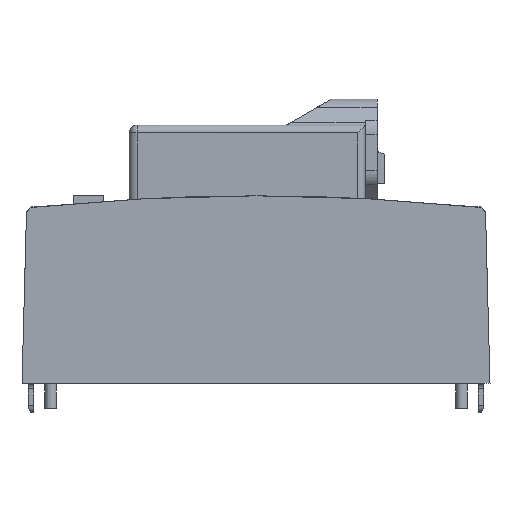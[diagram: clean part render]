
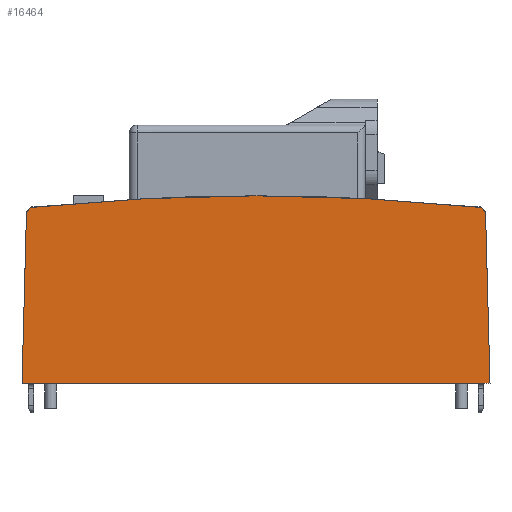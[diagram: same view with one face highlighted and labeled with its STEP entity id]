
A CAD part, left-side view. The second image highlights one B-rep face of the part: STEP entity #16464.
In plain terms, the highlighted planar face has unit normal (-1, 0, 0).
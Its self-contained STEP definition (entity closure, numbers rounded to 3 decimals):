
#478=LINE('',#23469,#2201);
#479=LINE('',#23471,#2202);
#480=LINE('',#23472,#2203);
#2201=VECTOR('',#18957,42.859);
#2202=VECTOR('',#18958,119.);
#2203=VECTOR('',#18959,42.859);
#4274=FACE_OUTER_BOUND('',#5187,.T.);
#5187=EDGE_LOOP('',(#10985,#10986,#10987,#10988,#10989,#10990));
#6252=CIRCLE('',#17477,2.);
#6253=CIRCLE('',#17479,550.);
#6254=CIRCLE('',#17480,2.);
#6780=VERTEX_POINT('',#23458);
#6781=VERTEX_POINT('',#23460);
#6782=VERTEX_POINT('',#23464);
#6783=VERTEX_POINT('',#23466);
#6784=VERTEX_POINT('',#23468);
#6785=VERTEX_POINT('',#23470);
#8453=EDGE_CURVE('',#6780,#6781,#6252,.T.);
#8455=EDGE_CURVE('',#6782,#6780,#6253,.T.);
#8456=EDGE_CURVE('',#6783,#6782,#6254,.T.);
#8457=EDGE_CURVE('',#6784,#6783,#478,.T.);
#8458=EDGE_CURVE('',#6785,#6784,#479,.T.);
#8459=EDGE_CURVE('',#6781,#6785,#480,.T.);
#10985=ORIENTED_EDGE('',*,*,#8453,.F.);
#10986=ORIENTED_EDGE('',*,*,#8455,.F.);
#10987=ORIENTED_EDGE('',*,*,#8456,.F.);
#10988=ORIENTED_EDGE('',*,*,#8457,.F.);
#10989=ORIENTED_EDGE('',*,*,#8458,.F.);
#10990=ORIENTED_EDGE('',*,*,#8459,.F.);
#15895=PLANE('',#17478);
#16464=ADVANCED_FACE('',(#4274),#15895,.F.);
#17477=AXIS2_PLACEMENT_3D('',#23461,#18948,#18949);
#17478=AXIS2_PLACEMENT_3D('',#23463,#18951,#18952);
#17479=AXIS2_PLACEMENT_3D('',#23465,#18953,#18954);
#17480=AXIS2_PLACEMENT_3D('',#23467,#18955,#18956);
#18948=DIRECTION('center_axis',(1.,0.,0.));
#18949=DIRECTION('ref_axis',(0.,-0.679,-0.734));
#18951=DIRECTION('center_axis',(1.,0.,0.));
#18952=DIRECTION('ref_axis',(0.,-1.,0.));
#18953=DIRECTION('center_axis',(1.,0.,0.));
#18954=DIRECTION('ref_axis',(0.,-0.994,0.106));
#18955=DIRECTION('center_axis',(1.,0.,0.));
#18956=DIRECTION('ref_axis',(0.,-0.679,0.734));
#18957=DIRECTION('',(0.,-1.,-0.026));
#18958=DIRECTION('',(0.,0.,1.));
#18959=DIRECTION('',(0.,1.,-0.026));
#23458=CARTESIAN_POINT('',(-27.,0.218,-56.585));
#23460=CARTESIAN_POINT('',(-27.,2.156,-58.378));
#23461=CARTESIAN_POINT('Origin',(-27.,2.208,-56.379));
#23463=CARTESIAN_POINT('Origin',(-27.,22.177,0.));
#23464=CARTESIAN_POINT('',(-27.,0.218,56.585));
#23465=CARTESIAN_POINT('Origin',(-27.,547.3,0.));
#23466=CARTESIAN_POINT('',(-27.,2.156,58.378));
#23467=CARTESIAN_POINT('Origin',(-27.,2.208,56.379));
#23468=CARTESIAN_POINT('',(-27.,45.,59.5));
#23469=CARTESIAN_POINT('',(-27.,45.,59.5));
#23470=CARTESIAN_POINT('',(-27.,45.,-59.5));
#23471=CARTESIAN_POINT('',(-27.,45.,-59.5));
#23472=CARTESIAN_POINT('',(-27.,0.402,-58.332));
